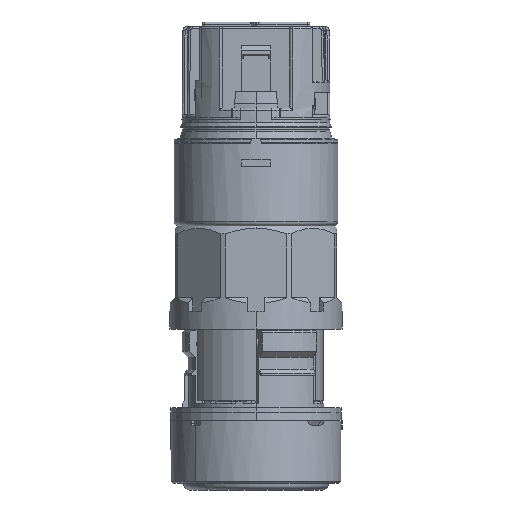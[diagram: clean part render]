
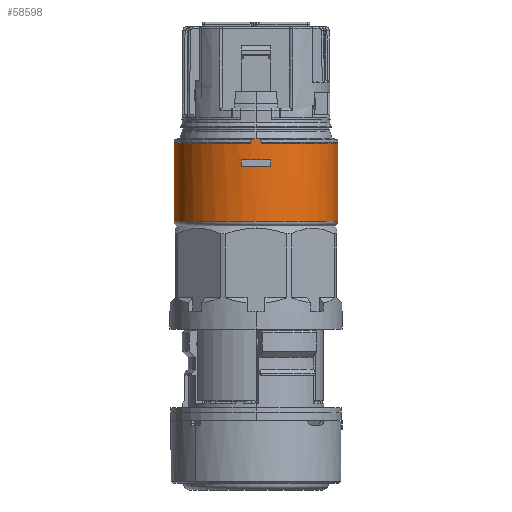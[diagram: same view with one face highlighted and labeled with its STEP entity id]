
A CAD part, front view. The second image highlights one B-rep face of the part: STEP entity #58598.
In plain terms, the highlighted cylindrical face has radius 18.25 mm (diameter 36.5 mm), a partial arc.
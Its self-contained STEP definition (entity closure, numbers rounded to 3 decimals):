
#659 = VERTEX_POINT ( 'NONE', #36971 ) ;
#2128 = CARTESIAN_POINT ( 'NONE',  ( 1.057, -18.219, 27.865 ) ) ;
#2672 = ORIENTED_EDGE ( 'NONE', *, *, #5315, .F. ) ;
#4814 = AXIS2_PLACEMENT_3D ( 'NONE', #86307, #52552, #94671 ) ;
#5164 = CIRCLE ( 'NONE', #52705, 18.25 ) ;
#5315 = EDGE_CURVE ( 'NONE', #15892, #659, #29773, .T. ) ;
#5395 = VERTEX_POINT ( 'NONE', #93489 ) ;
#9904 = FACE_OUTER_BOUND ( 'NONE', #77077, .T. ) ;
#10115 = ORIENTED_EDGE ( 'NONE', *, *, #66503, .F. ) ;
#10249 = CARTESIAN_POINT ( 'NONE',  ( 18.25, 0., 0. ) ) ;
#13093 = CARTESIAN_POINT ( 'NONE',  ( 3.295, -17.95, 0. ) ) ;
#13480 = VECTOR ( 'NONE', #76917, 1000. ) ;
#13990 = ORIENTED_EDGE ( 'NONE', *, *, #14647, .T. ) ;
#14188 = AXIS2_PLACEMENT_3D ( 'NONE', #33067, #99429, #83107 ) ;
#14196 = CIRCLE ( 'NONE', #4814, 18.25 ) ;
#14647 = EDGE_CURVE ( 'NONE', #71739, #86605, #20772, .T. ) ;
#14735 = LINE ( 'NONE', #10249, #13480 ) ;
#15660 = CARTESIAN_POINT ( 'NONE',  ( 0., 0., 9.698 ) ) ;
#15892 = VERTEX_POINT ( 'NONE', #77210 ) ;
#16050 = EDGE_CURVE ( 'NONE', #5395, #25574, #25977, .T. ) ;
#17338 = EDGE_CURVE ( 'NONE', #103676, #15892, #21808, .T. ) ;
#17984 = CARTESIAN_POINT ( 'NONE',  ( 0.999, -18.223, 28.198 ) ) ;
#18036 = CARTESIAN_POINT ( 'NONE',  ( -3.295, -17.95, 0. ) ) ;
#19967 = CARTESIAN_POINT ( 'NONE',  ( -18.25, 0., 9.698 ) ) ;
#20311 = LINE ( 'NONE', #48321, #73421 ) ;
#20772 = LINE ( 'NONE', #18036, #23389 ) ;
#21808 = CIRCLE ( 'NONE', #86327, 18.25 ) ;
#23389 = VECTOR ( 'NONE', #34698, 1000. ) ;
#25023 = AXIS2_PLACEMENT_3D ( 'NONE', #59296, #33937, #93048 ) ;
#25274 = CARTESIAN_POINT ( 'NONE',  ( 18.25, 0., 9.698 ) ) ;
#25574 = VERTEX_POINT ( 'NONE', #83111 ) ;
#25942 = CIRCLE ( 'NONE', #38113, 18.25 ) ;
#25977 = LINE ( 'NONE', #13093, #42807 ) ;
#26353 = CARTESIAN_POINT ( 'NONE',  ( 1.175, -18.212, 27.198 ) ) ;
#29773 =( BOUNDED_CURVE ( )  B_SPLINE_CURVE ( 3, ( #90267, #42016, #48524, #40572 ),
 .UNSPECIFIED., .F., .F. ) 
 B_SPLINE_CURVE_WITH_KNOTS ( ( 4, 4 ),
 ( 4.648, 4.658 ),
 .UNSPECIFIED. ) 
 CURVE ( )  GEOMETRIC_REPRESENTATION_ITEM ( )  RATIONAL_B_SPLINE_CURVE ( ( 1., 1., 1., 1. ) ) 
 REPRESENTATION_ITEM ( '' )  );
#33067 = CARTESIAN_POINT ( 'NONE',  ( 0., 0., 0. ) ) ;
#33937 = DIRECTION ( 'NONE',  ( 0., 0., 1. ) ) ;
#34698 = DIRECTION ( 'NONE',  ( 0., 0., 1. ) ) ;
#36962 = ORIENTED_EDGE ( 'NONE', *, *, #64295, .T. ) ;
#36971 = CARTESIAN_POINT ( 'NONE',  ( -0.999, -18.223, 28.198 ) ) ;
#38113 = AXIS2_PLACEMENT_3D ( 'NONE', #51960, #69009, #85719 ) ;
#40572 = CARTESIAN_POINT ( 'NONE',  ( -0.999, -18.223, 28.198 ) ) ;
#40753 = CARTESIAN_POINT ( 'NONE',  ( 0., 0., 27.198 ) ) ;
#42016 = CARTESIAN_POINT ( 'NONE',  ( -1.116, -18.216, 27.532 ) ) ;
#42783 = CIRCLE ( 'NONE', #25023, 18.25 ) ;
#42807 = VECTOR ( 'NONE', #71024, 1000. ) ;
#43879 = AXIS2_PLACEMENT_3D ( 'NONE', #15660, #81232, #64579 ) ;
#46237 = EDGE_CURVE ( 'NONE', #74360, #71306, #92688, .T. ) ;
#48321 = CARTESIAN_POINT ( 'NONE',  ( -18.25, 0., 0. ) ) ;
#48524 = CARTESIAN_POINT ( 'NONE',  ( -1.057, -18.219, 27.865 ) ) ;
#48896 = VERTEX_POINT ( 'NONE', #89965 ) ;
#49387 = ORIENTED_EDGE ( 'NONE', *, *, #53483, .T. ) ;
#49432 = DIRECTION ( 'NONE',  ( 0., 0., 1. ) ) ;
#49442 = EDGE_CURVE ( 'NONE', #71353, #48896, #14735, .T. ) ;
#50070 = ORIENTED_EDGE ( 'NONE', *, *, #17338, .F. ) ;
#50216 = CARTESIAN_POINT ( 'NONE',  ( 1.175, -18.212, 27.198 ) ) ;
#51960 = CARTESIAN_POINT ( 'NONE',  ( 0., 0., 21.948 ) ) ;
#52552 = DIRECTION ( 'NONE',  ( 0., 0., 1. ) ) ;
#52705 = AXIS2_PLACEMENT_3D ( 'NONE', #86356, #70014, #86731 ) ;
#53483 = EDGE_CURVE ( 'NONE', #86605, #5395, #5164, .T. ) ;
#57705 = CARTESIAN_POINT ( 'NONE',  ( -3.295, -17.95, 21.948 ) ) ;
#58598 = ADVANCED_FACE ( 'NONE', ( #9904, #89082 ), #64394, .T. ) ;
#59296 = CARTESIAN_POINT ( 'NONE',  ( 0., 0., 28.198 ) ) ;
#62146 = ORIENTED_EDGE ( 'NONE', *, *, #16050, .T. ) ;
#64295 = EDGE_CURVE ( 'NONE', #25574, #71739, #25942, .T. ) ;
#64394 = CYLINDRICAL_SURFACE ( 'NONE', #14188, 18.25 ) ;
#64579 = DIRECTION ( 'NONE',  ( -1., 0., 0. ) ) ;
#64798 = EDGE_CURVE ( 'NONE', #71306, #48896, #14196, .T. ) ;
#66445 = ORIENTED_EDGE ( 'NONE', *, *, #107475, .T. ) ;
#66503 = EDGE_CURVE ( 'NONE', #87327, #103676, #20311, .T. ) ;
#67045 = ORIENTED_EDGE ( 'NONE', *, *, #46237, .F. ) ;
#68028 = CARTESIAN_POINT ( 'NONE',  ( -18.25, 0., 27.198 ) ) ;
#69009 = DIRECTION ( 'NONE',  ( 0., 0., -1. ) ) ;
#70014 = DIRECTION ( 'NONE',  ( 0., 0., 1. ) ) ;
#71024 = DIRECTION ( 'NONE',  ( 0., 0., -1. ) ) ;
#71306 = VERTEX_POINT ( 'NONE', #50216 ) ;
#71353 = VERTEX_POINT ( 'NONE', #25274 ) ;
#71739 = VERTEX_POINT ( 'NONE', #57705 ) ;
#72039 = EDGE_LOOP ( 'NONE', ( #13990, #49387, #62146, #36962 ) ) ;
#73421 = VECTOR ( 'NONE', #90057, 1000. ) ;
#74360 = VERTEX_POINT ( 'NONE', #17984 ) ;
#76917 = DIRECTION ( 'NONE',  ( 0., 0., 1. ) ) ;
#77077 = EDGE_LOOP ( 'NONE', ( #10115, #66445, #80431, #80676, #67045, #95218, #2672, #50070 ) ) ;
#77210 = CARTESIAN_POINT ( 'NONE',  ( -1.175, -18.212, 27.198 ) ) ;
#80431 = ORIENTED_EDGE ( 'NONE', *, *, #49442, .T. ) ;
#80676 = ORIENTED_EDGE ( 'NONE', *, *, #64798, .F. ) ;
#81232 = DIRECTION ( 'NONE',  ( 0., 0., 1. ) ) ;
#82004 = CIRCLE ( 'NONE', #43879, 18.25 ) ;
#83107 = DIRECTION ( 'NONE',  ( 1., 0., 0. ) ) ;
#83111 = CARTESIAN_POINT ( 'NONE',  ( 3.295, -17.95, 21.948 ) ) ;
#85719 = DIRECTION ( 'NONE',  ( -1., 0., 0. ) ) ;
#86307 = CARTESIAN_POINT ( 'NONE',  ( 0., 0., 27.198 ) ) ;
#86327 = AXIS2_PLACEMENT_3D ( 'NONE', #40753, #49432, #90453 ) ;
#86356 = CARTESIAN_POINT ( 'NONE',  ( 0., 0., 23.448 ) ) ;
#86605 = VERTEX_POINT ( 'NONE', #94448 ) ;
#86731 = DIRECTION ( 'NONE',  ( 1., 0., 0. ) ) ;
#87327 = VERTEX_POINT ( 'NONE', #19967 ) ;
#89082 = FACE_BOUND ( 'NONE', #72039, .T. ) ;
#89965 = CARTESIAN_POINT ( 'NONE',  ( 18.25, 0., 27.198 ) ) ;
#90057 = DIRECTION ( 'NONE',  ( 0., 0., 1. ) ) ;
#90267 = CARTESIAN_POINT ( 'NONE',  ( -1.175, -18.212, 27.198 ) ) ;
#90453 = DIRECTION ( 'NONE',  ( 1., 0., 0. ) ) ;
#91991 = CARTESIAN_POINT ( 'NONE',  ( 0.999, -18.223, 28.198 ) ) ;
#92688 =( BOUNDED_CURVE ( )  B_SPLINE_CURVE ( 3, ( #91991, #2128, #100659, #26353 ),
 .UNSPECIFIED., .F., .F. ) 
 B_SPLINE_CURVE_WITH_KNOTS ( ( 4, 4 ),
 ( 1.626, 1.635 ),
 .UNSPECIFIED. ) 
 CURVE ( )  GEOMETRIC_REPRESENTATION_ITEM ( )  RATIONAL_B_SPLINE_CURVE ( ( 1., 1., 1., 1. ) ) 
 REPRESENTATION_ITEM ( '' )  );
#93048 = DIRECTION ( 'NONE',  ( 1., 0., 0. ) ) ;
#93489 = CARTESIAN_POINT ( 'NONE',  ( 3.295, -17.95, 23.448 ) ) ;
#94448 = CARTESIAN_POINT ( 'NONE',  ( -3.295, -17.95, 23.448 ) ) ;
#94671 = DIRECTION ( 'NONE',  ( 1., 0., 0. ) ) ;
#95218 = ORIENTED_EDGE ( 'NONE', *, *, #105081, .F. ) ;
#99429 = DIRECTION ( 'NONE',  ( 0., 0., 1. ) ) ;
#100659 = CARTESIAN_POINT ( 'NONE',  ( 1.116, -18.216, 27.532 ) ) ;
#103676 = VERTEX_POINT ( 'NONE', #68028 ) ;
#105081 = EDGE_CURVE ( 'NONE', #659, #74360, #42783, .T. ) ;
#107475 = EDGE_CURVE ( 'NONE', #87327, #71353, #82004, .T. ) ;
